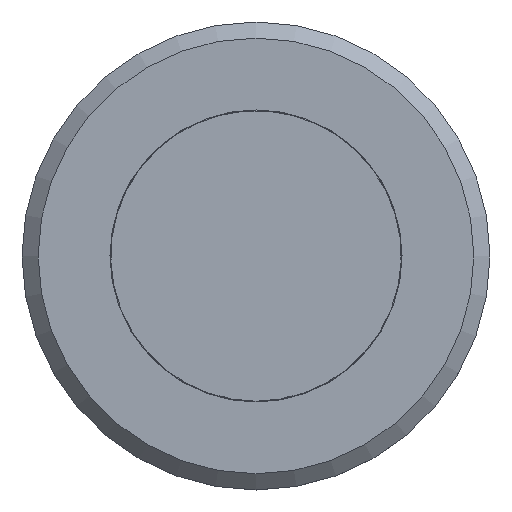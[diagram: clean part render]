
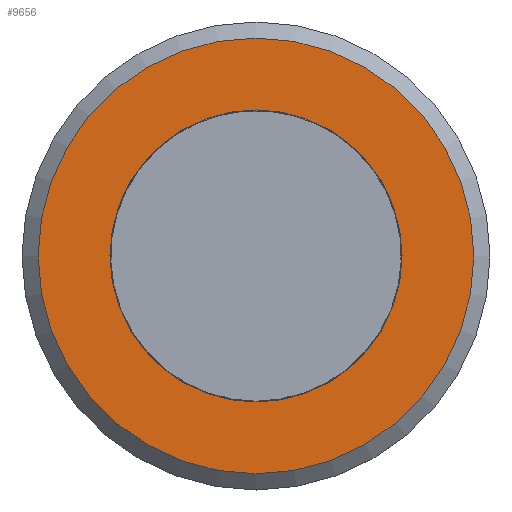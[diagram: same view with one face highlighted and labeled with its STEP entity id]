
A CAD part, top view. The second image highlights one B-rep face of the part: STEP entity #9656.
In plain terms, the highlighted planar face has unit normal (0, 0, 1).
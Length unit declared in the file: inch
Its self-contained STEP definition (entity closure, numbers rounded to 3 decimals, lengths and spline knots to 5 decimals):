
#9545=CARTESIAN_POINT('',(-0.3563,0.,1.10332));
#9546=VERTEX_POINT('',#9545);
#9547=CARTESIAN_POINT('',(0.,0.,1.10332));
#9548=DIRECTION('',(0.0,0.0,-1.0));
#9549=DIRECTION('',(-1.0,0.0,0.0));
#9550=AXIS2_PLACEMENT_3D('',#9547,#9548,#9549);
#9551=CIRCLE('',#9550,0.3563);
#9552=EDGE_CURVE('',#9546,#9546,#9551,.T.);
#9633=CARTESIAN_POINT('',(-0.5315,0.,1.10332));
#9634=VERTEX_POINT('',#9633);
#9635=CARTESIAN_POINT('',(0.,0.,1.10332));
#9636=DIRECTION('',(0.0,0.0,-1.0));
#9637=DIRECTION('',(-1.0,0.0,0.0));
#9638=AXIS2_PLACEMENT_3D('',#9635,#9636,#9637);
#9639=CIRCLE('',#9638,0.5315);
#9640=EDGE_CURVE('',#9634,#9634,#9639,.T.);
#9645=CARTESIAN_POINT('',(0.58465,-0.58465,1.10332));
#9646=DIRECTION('',(0.0,0.0,1.0));
#9647=DIRECTION('',(1.0,0.0,0.0));
#9648=AXIS2_PLACEMENT_3D('',#9645,#9646,#9647);
#9649=PLANE('',#9648);
#9650=ORIENTED_EDGE('',*,*,#9640,.F.);
#9651=EDGE_LOOP('',(#9650));
#9652=FACE_OUTER_BOUND('',#9651,.T.);
#9653=ORIENTED_EDGE('',*,*,#9552,.T.);
#9654=EDGE_LOOP('',(#9653));
#9655=FACE_BOUND('',#9654,.T.);
#9656=ADVANCED_FACE('',(#9652,#9655),#9649,.T.);
